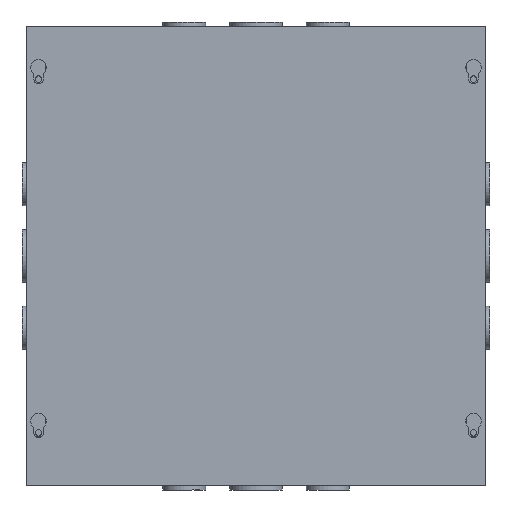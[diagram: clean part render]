
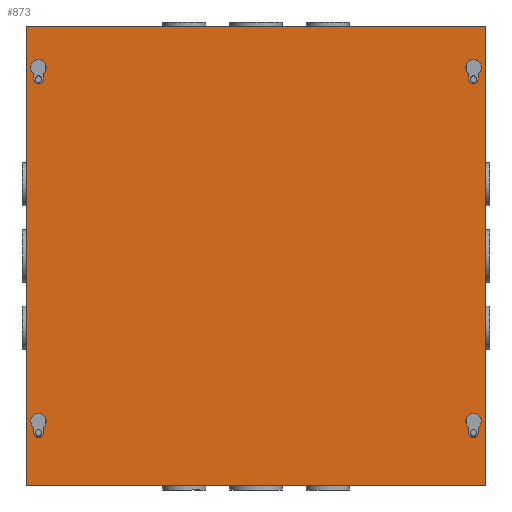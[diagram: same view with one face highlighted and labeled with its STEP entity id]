
A CAD part, front view. The second image highlights one B-rep face of the part: STEP entity #873.
In plain terms, the highlighted planar face has unit normal (0, -1, 0).
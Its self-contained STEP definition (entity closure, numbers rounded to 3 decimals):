
#873 = ADVANCED_FACE( '', ( #1889, #1890, #1891, #1892, #1893 ), #1894, .T. );
#1889 = FACE_BOUND( '', #3003, .T. );
#1890 = FACE_BOUND( '', #3004, .T. );
#1891 = FACE_OUTER_BOUND( '', #3005, .T. );
#1892 = FACE_BOUND( '', #3006, .T. );
#1893 = FACE_BOUND( '', #3007, .T. );
#1894 = PLANE( '', #3008 );
#3003 = EDGE_LOOP( '', ( #5206, #5207, #5208, #5209 ) );
#3004 = EDGE_LOOP( '', ( #5210, #5211, #5212, #5213 ) );
#3005 = EDGE_LOOP( '', ( #5214, #5215, #5216, #5217 ) );
#3006 = EDGE_LOOP( '', ( #5218, #5219, #5220, #5221 ) );
#3007 = EDGE_LOOP( '', ( #5222, #5223, #5224, #5225 ) );
#3008 = AXIS2_PLACEMENT_3D( '', #5226, #5227, #5228 );
#5206 = ORIENTED_EDGE( '', *, *, #6679, .T. );
#5207 = ORIENTED_EDGE( '', *, *, #6507, .T. );
#5208 = ORIENTED_EDGE( '', *, *, #6741, .T. );
#5209 = ORIENTED_EDGE( '', *, *, #6610, .T. );
#5210 = ORIENTED_EDGE( '', *, *, #6711, .T. );
#5211 = ORIENTED_EDGE( '', *, *, #6001, .T. );
#5212 = ORIENTED_EDGE( '', *, *, #6071, .T. );
#5213 = ORIENTED_EDGE( '', *, *, #6479, .T. );
#5214 = ORIENTED_EDGE( '', *, *, #6742, .T. );
#5215 = ORIENTED_EDGE( '', *, *, #6485, .T. );
#5216 = ORIENTED_EDGE( '', *, *, #6743, .T. );
#5217 = ORIENTED_EDGE( '', *, *, #6446, .T. );
#5218 = ORIENTED_EDGE( '', *, *, #6036, .T. );
#5219 = ORIENTED_EDGE( '', *, *, #6006, .T. );
#5220 = ORIENTED_EDGE( '', *, *, #6744, .T. );
#5221 = ORIENTED_EDGE( '', *, *, #6284, .T. );
#5222 = ORIENTED_EDGE( '', *, *, #6690, .T. );
#5223 = ORIENTED_EDGE( '', *, *, #5929, .T. );
#5224 = ORIENTED_EDGE( '', *, *, #6695, .T. );
#5225 = ORIENTED_EDGE( '', *, *, #6482, .T. );
#5226 = CARTESIAN_POINT( '', ( 0., 0., 0. ) );
#5227 = DIRECTION( '', ( 0., -1., 0. ) );
#5228 = DIRECTION( '', ( 0., 0., -1. ) );
#5929 = EDGE_CURVE( '', #6911, #6909, #6912, .T. );
#6001 = EDGE_CURVE( '', #7040, #7038, #7041, .T. );
#6006 = EDGE_CURVE( '', #7049, #7047, #7050, .T. );
#6036 = EDGE_CURVE( '', #7100, #7049, #7101, .T. );
#6071 = EDGE_CURVE( '', #7038, #7158, #7160, .T. );
#6284 = EDGE_CURVE( '', #7511, #7100, #7512, .T. );
#6446 = EDGE_CURVE( '', #7760, #7761, #7762, .T. );
#6479 = EDGE_CURVE( '', #7158, #7810, #7812, .T. );
#6482 = EDGE_CURVE( '', #7816, #7814, #7817, .T. );
#6485 = EDGE_CURVE( '', #7820, #7821, #7822, .T. );
#6507 = EDGE_CURVE( '', #7852, #7850, #7853, .T. );
#6610 = EDGE_CURVE( '', #7993, #7991, #7994, .T. );
#6679 = EDGE_CURVE( '', #7991, #7852, #8083, .T. );
#6690 = EDGE_CURVE( '', #7814, #6911, #8097, .T. );
#6695 = EDGE_CURVE( '', #6909, #7816, #8102, .T. );
#6711 = EDGE_CURVE( '', #7810, #7040, #8121, .T. );
#6741 = EDGE_CURVE( '', #7850, #7993, #8156, .T. );
#6742 = EDGE_CURVE( '', #7761, #7820, #8157, .T. );
#6743 = EDGE_CURVE( '', #7821, #7760, #8158, .T. );
#6744 = EDGE_CURVE( '', #7047, #7511, #8159, .T. );
#6909 = VERTEX_POINT( '', #8363 );
#6911 = VERTEX_POINT( '', #8366 );
#6912 = CIRCLE( '', #8367, 3.175 );
#7038 = VERTEX_POINT( '', #8534 );
#7040 = VERTEX_POINT( '', #8537 );
#7041 = CIRCLE( '', #8538, 3.175 );
#7047 = VERTEX_POINT( '', #8545 );
#7049 = VERTEX_POINT( '', #8548 );
#7050 = CIRCLE( '', #8549, 3.175 );
#7100 = VERTEX_POINT( '', #8612 );
#7101 = LINE( '', #8613, #8614 );
#7158 = VERTEX_POINT( '', #8689 );
#7160 = LINE( '', #8692, #8693 );
#7511 = VERTEX_POINT( '', #9171 );
#7512 = CIRCLE( '', #9172, 5.156 );
#7760 = VERTEX_POINT( '', #9587 );
#7761 = VERTEX_POINT( '', #9588 );
#7762 = LINE( '', #9589, #9590 );
#7810 = VERTEX_POINT( '', #9651 );
#7812 = CIRCLE( '', #9654, 5.156 );
#7814 = VERTEX_POINT( '', #9656 );
#7816 = VERTEX_POINT( '', #9659 );
#7817 = CIRCLE( '', #9660, 5.156 );
#7820 = VERTEX_POINT( '', #9664 );
#7821 = VERTEX_POINT( '', #9665 );
#7822 = LINE( '', #9666, #9667 );
#7850 = VERTEX_POINT( '', #9701 );
#7852 = VERTEX_POINT( '', #9704 );
#7853 = CIRCLE( '', #9705, 3.175 );
#7991 = VERTEX_POINT( '', #9896 );
#7993 = VERTEX_POINT( '', #9899 );
#7994 = CIRCLE( '', #9900, 5.156 );
#8083 = LINE( '', #10025, #10026 );
#8097 = LINE( '', #10041, #10042 );
#8102 = LINE( '', #10048, #10049 );
#8121 = LINE( '', #10070, #10071 );
#8156 = LINE( '', #10116, #10117 );
#8157 = LINE( '', #10118, #10119 );
#8158 = LINE( '', #10120, #10121 );
#8159 = LINE( '', #10122, #10123 );
#8363 = CARTESIAN_POINT( '', ( 141.3, 0., 117.475 ) );
#8366 = CARTESIAN_POINT( '', ( 147.65, 0., 117.475 ) );
#8367 = AXIS2_PLACEMENT_3D( '', #10315, #10316, #10317 );
#8534 = CARTESIAN_POINT( '', ( -147.65, 0., -117.475 ) );
#8537 = CARTESIAN_POINT( '', ( -141.3, 0., -117.475 ) );
#8538 = AXIS2_PLACEMENT_3D( '', #10401, #10402, #10403 );
#8545 = CARTESIAN_POINT( '', ( -147.65, 0., 117.475 ) );
#8548 = CARTESIAN_POINT( '', ( -141.3, 0., 117.475 ) );
#8549 = AXIS2_PLACEMENT_3D( '', #10409, #10410, #10411 );
#8612 = CARTESIAN_POINT( '', ( -141.3, 0., 121.337 ) );
#8613 = CARTESIAN_POINT( '', ( -141.3, 0., 117.475 ) );
#8614 = VECTOR( '', #10452, 1000. );
#8689 = CARTESIAN_POINT( '', ( -147.65, 0., -113.613 ) );
#8692 = CARTESIAN_POINT( '', ( -147.65, 0., -117.475 ) );
#8693 = VECTOR( '', #10496, 1000. );
#9171 = CARTESIAN_POINT( '', ( -147.65, 0., 121.337 ) );
#9172 = AXIS2_PLACEMENT_3D( '', #10733, #10734, #10735 );
#9587 = CARTESIAN_POINT( '', ( 152.4, 0., 152.4 ) );
#9588 = CARTESIAN_POINT( '', ( -152.4, 0., 152.4 ) );
#9589 = CARTESIAN_POINT( '', ( 152.4, 0., 152.4 ) );
#9590 = VECTOR( '', #10899, 1000. );
#9651 = CARTESIAN_POINT( '', ( -141.3, 0., -113.613 ) );
#9654 = AXIS2_PLACEMENT_3D( '', #10941, #10942, #10943 );
#9656 = CARTESIAN_POINT( '', ( 147.65, 0., 121.337 ) );
#9659 = CARTESIAN_POINT( '', ( 141.3, 0., 121.337 ) );
#9660 = AXIS2_PLACEMENT_3D( '', #10945, #10946, #10947 );
#9664 = CARTESIAN_POINT( '', ( -152.4, 0., -152.4 ) );
#9665 = CARTESIAN_POINT( '', ( 152.4, 0., -152.4 ) );
#9666 = CARTESIAN_POINT( '', ( -152.4, 0., -152.4 ) );
#9667 = VECTOR( '', #10949, 1000. );
#9701 = CARTESIAN_POINT( '', ( 141.3, 0., -117.475 ) );
#9704 = CARTESIAN_POINT( '', ( 147.65, 0., -117.475 ) );
#9705 = AXIS2_PLACEMENT_3D( '', #10975, #10976, #10977 );
#9896 = CARTESIAN_POINT( '', ( 147.65, 0., -113.613 ) );
#9899 = CARTESIAN_POINT( '', ( 141.3, 0., -113.613 ) );
#9900 = AXIS2_PLACEMENT_3D( '', #11098, #11099, #11100 );
#10025 = CARTESIAN_POINT( '', ( 147.65, 0., -117.475 ) );
#10026 = VECTOR( '', #11170, 1000. );
#10041 = CARTESIAN_POINT( '', ( 147.65, 0., 117.475 ) );
#10042 = VECTOR( '', #11181, 1000. );
#10048 = CARTESIAN_POINT( '', ( 141.3, 0., 117.475 ) );
#10049 = VECTOR( '', #11186, 1000. );
#10070 = CARTESIAN_POINT( '', ( -141.3, 0., -117.475 ) );
#10071 = VECTOR( '', #11204, 1000. );
#10116 = CARTESIAN_POINT( '', ( 141.3, 0., -117.475 ) );
#10117 = VECTOR( '', #11224, 1000. );
#10118 = CARTESIAN_POINT( '', ( -152.4, 0., 152.4 ) );
#10119 = VECTOR( '', #11225, 1000. );
#10120 = CARTESIAN_POINT( '', ( 152.4, 0., -152.4 ) );
#10121 = VECTOR( '', #11226, 1000. );
#10122 = CARTESIAN_POINT( '', ( -147.65, 0., 117.475 ) );
#10123 = VECTOR( '', #11227, 1000. );
#10315 = CARTESIAN_POINT( '', ( 144.475, 0., 117.475 ) );
#10316 = DIRECTION( '', ( 0., 1., 0. ) );
#10317 = DIRECTION( '', ( 1., 0., 0. ) );
#10401 = CARTESIAN_POINT( '', ( -144.475, 0., -117.475 ) );
#10402 = DIRECTION( '', ( 0., 1., 0. ) );
#10403 = DIRECTION( '', ( 1., 0., 0. ) );
#10409 = CARTESIAN_POINT( '', ( -144.475, 0., 117.475 ) );
#10410 = DIRECTION( '', ( 0., 1., 0. ) );
#10411 = DIRECTION( '', ( 1., 0., 0. ) );
#10452 = DIRECTION( '', ( 0., 0., -1. ) );
#10496 = DIRECTION( '', ( 0., 0., 1. ) );
#10733 = CARTESIAN_POINT( '', ( -144.475, 0., 125.4 ) );
#10734 = DIRECTION( '', ( 0., 1., 0. ) );
#10735 = DIRECTION( '', ( 0., 0., -1. ) );
#10899 = DIRECTION( '', ( -1., 0., 0. ) );
#10941 = CARTESIAN_POINT( '', ( -144.475, 0., -109.55 ) );
#10942 = DIRECTION( '', ( 0., 1., 0. ) );
#10943 = DIRECTION( '', ( 0., 0., -1. ) );
#10945 = CARTESIAN_POINT( '', ( 144.475, 0., 125.4 ) );
#10946 = DIRECTION( '', ( 0., 1., 0. ) );
#10947 = DIRECTION( '', ( 0., 0., -1. ) );
#10949 = DIRECTION( '', ( 1., 0., 0. ) );
#10975 = CARTESIAN_POINT( '', ( 144.475, 0., -117.475 ) );
#10976 = DIRECTION( '', ( 0., 1., 0. ) );
#10977 = DIRECTION( '', ( 1., 0., 0. ) );
#11098 = CARTESIAN_POINT( '', ( 144.475, 0., -109.55 ) );
#11099 = DIRECTION( '', ( 0., 1., 0. ) );
#11100 = DIRECTION( '', ( 0., 0., -1. ) );
#11170 = DIRECTION( '', ( 0., 0., -1. ) );
#11181 = DIRECTION( '', ( 0., 0., -1. ) );
#11186 = DIRECTION( '', ( 0., 0., 1. ) );
#11204 = DIRECTION( '', ( 0., 0., -1. ) );
#11224 = DIRECTION( '', ( 0., 0., 1. ) );
#11225 = DIRECTION( '', ( 0., 0., -1. ) );
#11226 = DIRECTION( '', ( 0., 0., 1. ) );
#11227 = DIRECTION( '', ( 0., 0., 1. ) );
